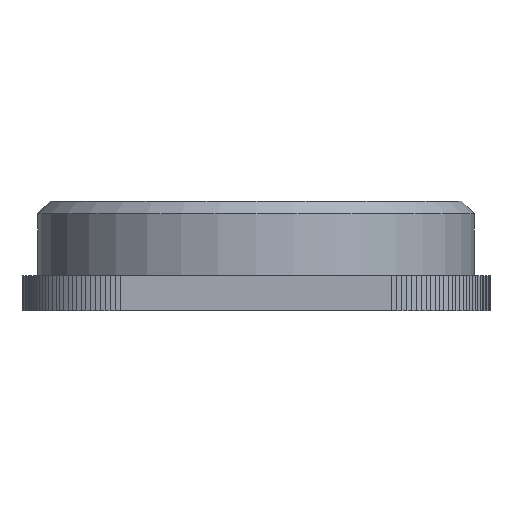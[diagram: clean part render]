
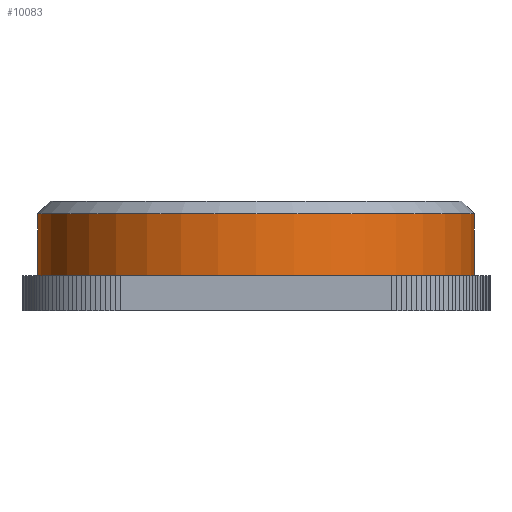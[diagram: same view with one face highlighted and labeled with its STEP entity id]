
A CAD part, front view. The second image highlights one B-rep face of the part: STEP entity #10083.
In plain terms, the highlighted cylindrical face has radius 17.35 mm (diameter 34.7 mm), a full revolution.
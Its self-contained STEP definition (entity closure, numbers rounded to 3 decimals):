
#72 = PLANE('',#73);
#73 = AXIS2_PLACEMENT_3D('',#74,#75,#76);
#74 = CARTESIAN_POINT('',(0.,0.,
    2.8));
#75 = DIRECTION('',(0.,0.,1.));
#76 = DIRECTION('',(1.,0.,0.));
#3737 = EDGE_CURVE('',#3738,#3738,#3740,.T.);
#3738 = VERTEX_POINT('',#3739);
#3739 = CARTESIAN_POINT('',(17.35,0.,2.8));
#3740 = SURFACE_CURVE('',#3741,(#3746,#3753),.PCURVE_S1.);
#3741 = CIRCLE('',#3742,17.35);
#3742 = AXIS2_PLACEMENT_3D('',#3743,#3744,#3745);
#3743 = CARTESIAN_POINT('',(0.,0.,2.8));
#3744 = DIRECTION('',(0.,0.,1.));
#3745 = DIRECTION('',(1.,0.,0.));
#3746 = PCURVE('',#72,#3747);
#3747 = DEFINITIONAL_REPRESENTATION('',(#3748),#3752);
#3748 = CIRCLE('',#3749,17.35);
#3749 = AXIS2_PLACEMENT_2D('',#3750,#3751);
#3750 = CARTESIAN_POINT('',(0.,0.));
#3751 = DIRECTION('',(1.,0.));
#3752 = ( GEOMETRIC_REPRESENTATION_CONTEXT(2) 
PARAMETRIC_REPRESENTATION_CONTEXT() REPRESENTATION_CONTEXT('2D SPACE',''
  ) );
#3753 = PCURVE('',#3754,#3759);
#3754 = CYLINDRICAL_SURFACE('',#3755,17.35);
#3755 = AXIS2_PLACEMENT_3D('',#3756,#3757,#3758);
#3756 = CARTESIAN_POINT('',(0.,0.,0.));
#3757 = DIRECTION('',(0.,0.,1.));
#3758 = DIRECTION('',(1.,0.,0.));
#3759 = DEFINITIONAL_REPRESENTATION('',(#3760),#3764);
#3760 = LINE('',#3761,#3762);
#3761 = CARTESIAN_POINT('',(0.,2.8));
#3762 = VECTOR('',#3763,1.);
#3763 = DIRECTION('',(1.,0.));
#3764 = ( GEOMETRIC_REPRESENTATION_CONTEXT(2) 
PARAMETRIC_REPRESENTATION_CONTEXT() REPRESENTATION_CONTEXT('2D SPACE',''
  ) );
#10083 = ADVANCED_FACE('',(#10084),#3754,.T.);
#10084 = FACE_BOUND('',#10085,.T.);
#10085 = EDGE_LOOP('',(#10086,#10109,#10135,#10136));
#10086 = ORIENTED_EDGE('',*,*,#10087,.T.);
#10087 = EDGE_CURVE('',#3738,#10088,#10090,.T.);
#10088 = VERTEX_POINT('',#10089);
#10089 = CARTESIAN_POINT('',(17.35,0.,7.7));
#10090 = SEAM_CURVE('',#10091,(#10095,#10102),.PCURVE_S1.);
#10091 = LINE('',#10092,#10093);
#10092 = CARTESIAN_POINT('',(17.35,0.,0.));
#10093 = VECTOR('',#10094,1.);
#10094 = DIRECTION('',(0.,0.,1.));
#10095 = PCURVE('',#3754,#10096);
#10096 = DEFINITIONAL_REPRESENTATION('',(#10097),#10101);
#10097 = LINE('',#10098,#10099);
#10098 = CARTESIAN_POINT('',(6.283,-0.));
#10099 = VECTOR('',#10100,1.);
#10100 = DIRECTION('',(0.,1.));
#10101 = ( GEOMETRIC_REPRESENTATION_CONTEXT(2) 
PARAMETRIC_REPRESENTATION_CONTEXT() REPRESENTATION_CONTEXT('2D SPACE',''
  ) );
#10102 = PCURVE('',#3754,#10103);
#10103 = DEFINITIONAL_REPRESENTATION('',(#10104),#10108);
#10104 = LINE('',#10105,#10106);
#10105 = CARTESIAN_POINT('',(0.,-0.));
#10106 = VECTOR('',#10107,1.);
#10107 = DIRECTION('',(0.,1.));
#10108 = ( GEOMETRIC_REPRESENTATION_CONTEXT(2) 
PARAMETRIC_REPRESENTATION_CONTEXT() REPRESENTATION_CONTEXT('2D SPACE',''
  ) );
#10109 = ORIENTED_EDGE('',*,*,#10110,.F.);
#10110 = EDGE_CURVE('',#10088,#10088,#10111,.T.);
#10111 = SURFACE_CURVE('',#10112,(#10117,#10124),.PCURVE_S1.);
#10112 = CIRCLE('',#10113,17.35);
#10113 = AXIS2_PLACEMENT_3D('',#10114,#10115,#10116);
#10114 = CARTESIAN_POINT('',(0.,0.,7.7));
#10115 = DIRECTION('',(0.,0.,1.));
#10116 = DIRECTION('',(1.,0.,0.));
#10117 = PCURVE('',#3754,#10118);
#10118 = DEFINITIONAL_REPRESENTATION('',(#10119),#10123);
#10119 = LINE('',#10120,#10121);
#10120 = CARTESIAN_POINT('',(0.,7.7));
#10121 = VECTOR('',#10122,1.);
#10122 = DIRECTION('',(1.,0.));
#10123 = ( GEOMETRIC_REPRESENTATION_CONTEXT(2) 
PARAMETRIC_REPRESENTATION_CONTEXT() REPRESENTATION_CONTEXT('2D SPACE',''
  ) );
#10124 = PCURVE('',#10125,#10130);
#10125 = CONICAL_SURFACE('',#10126,17.35,0.785);
#10126 = AXIS2_PLACEMENT_3D('',#10127,#10128,#10129);
#10127 = CARTESIAN_POINT('',(0.,0.,7.7));
#10128 = DIRECTION('',(-0.,-0.,-1.));
#10129 = DIRECTION('',(1.,0.,0.));
#10130 = DEFINITIONAL_REPRESENTATION('',(#10131),#10134);
#10131 = B_SPLINE_CURVE_WITH_KNOTS('',1,(#10132,#10133),.UNSPECIFIED.,
  .F.,.F.,(2,2),(0.,6.283),.PIECEWISE_BEZIER_KNOTS.);
#10132 = CARTESIAN_POINT('',(0.,0.));
#10133 = CARTESIAN_POINT('',(-6.283,0.));
#10134 = ( GEOMETRIC_REPRESENTATION_CONTEXT(2) 
PARAMETRIC_REPRESENTATION_CONTEXT() REPRESENTATION_CONTEXT('2D SPACE',''
  ) );
#10135 = ORIENTED_EDGE('',*,*,#10087,.F.);
#10136 = ORIENTED_EDGE('',*,*,#3737,.T.);
